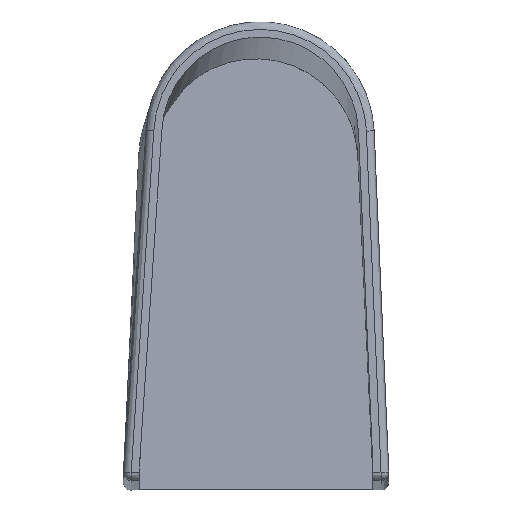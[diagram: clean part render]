
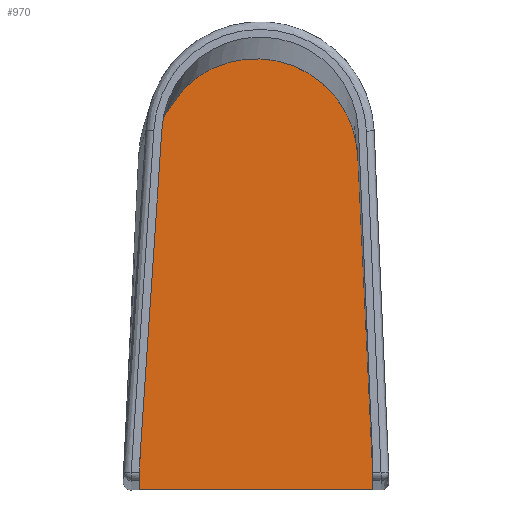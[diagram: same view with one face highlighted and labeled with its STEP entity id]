
A CAD part, top view. The second image highlights one B-rep face of the part: STEP entity #970.
In plain terms, the highlighted face is planar.
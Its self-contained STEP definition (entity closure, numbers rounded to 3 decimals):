
#767=CARTESIAN_POINT('',(-58.315,-71.069,-10.0));
#768=VERTEX_POINT('',#767);
#776=CARTESIAN_POINT('',(-51.559,-96.991,-10.0));
#777=VERTEX_POINT('',#776);
#778=CARTESIAN_POINT('',(-58.315,-71.069,-10.0));
#779=CARTESIAN_POINT('',(-57.952,-78.773,-10.0));
#780=CARTESIAN_POINT('',(-56.218,-86.351,-10.0));
#781=CARTESIAN_POINT('',(-52.685,-94.646,-10.0));
#782=CARTESIAN_POINT('',(-52.14,-95.828,-10.0));
#783=CARTESIAN_POINT('',(-51.559,-96.991,-10.0));
#784=B_SPLINE_CURVE_WITH_KNOTS('',3,(#778,#779,#780,#781,#782,#783),.UNSPECIFIED.,.F.,.U.,(4,2,4),(-19.847,-17.533,-17.142),.UNSPECIFIED.);
#785=EDGE_CURVE('',#768,#777,#784,.T.);
#912=CARTESIAN_POINT('',(6.462,19.894,-10.0));
#913=DIRECTION('',(0.0,0.0,1.0));
#914=DIRECTION('',(1.0,0.0,0.0));
#915=AXIS2_PLACEMENT_3D('',#912,#913,#914);
#916=PLANE('',#915);
#917=ORIENTED_EDGE('',*,*,#785,.F.);
#918=CARTESIAN_POINT('',(-68.048,132.309,-10.0));
#919=VERTEX_POINT('',#918);
#920=CARTESIAN_POINT('',(-68.048,132.309,-10.0));
#921=CARTESIAN_POINT('',(-66.416,98.202,-10.0));
#922=CARTESIAN_POINT('',(-64.784,64.095,-10.0));
#923=CARTESIAN_POINT('',(-61.57,-3.064,-10.0));
#924=CARTESIAN_POINT('',(-59.917,-37.612,-10.0));
#925=CARTESIAN_POINT('',(-58.315,-71.069,-10.0));
#926=B_SPLINE_CURVE_WITH_KNOTS('',3,(#920,#921,#922,#923,#924,#925),.UNSPECIFIED.,.F.,.U.,(4,2,4),(-20.417,-10.048,0.0),.UNSPECIFIED.);
#927=EDGE_CURVE('',#919,#768,#926,.T.);
#928=ORIENTED_EDGE('',*,*,#927,.F.);
#929=CARTESIAN_POINT('',(-68.048,142.309,-10.0));
#930=VERTEX_POINT('',#929);
#931=CARTESIAN_POINT('',(-68.048,142.309,-10.0));
#932=DIRECTION('',(0.0,-1.0,0.0));
#933=VECTOR('',#932,10.);
#934=LINE('',#931,#933);
#935=EDGE_CURVE('',#930,#919,#934,.T.);
#936=ORIENTED_EDGE('',*,*,#935,.F.);
#937=CARTESIAN_POINT('',(80.979,142.309,-10.0));
#938=VERTEX_POINT('',#937);
#939=CARTESIAN_POINT('',(80.979,142.309,-10.0));
#940=DIRECTION('',(-1.0,0.0,0.0));
#941=VECTOR('',#940,149.027);
#942=LINE('',#939,#941);
#943=EDGE_CURVE('',#938,#930,#942,.T.);
#944=ORIENTED_EDGE('',*,*,#943,.F.);
#945=CARTESIAN_POINT('',(80.979,132.309,-10.0));
#946=VERTEX_POINT('',#945);
#947=CARTESIAN_POINT('',(80.979,132.309,-10.0));
#948=DIRECTION('',(0.0,1.0,0.0));
#949=VECTOR('',#948,10.);
#950=LINE('',#947,#949);
#951=EDGE_CURVE('',#946,#938,#950,.T.);
#952=ORIENTED_EDGE('',*,*,#951,.F.);
#953=CARTESIAN_POINT('',(71.39,-70.757,-10.0));
#954=VERTEX_POINT('',#953);
#955=CARTESIAN_POINT('',(71.39,-70.757,-10.0));
#956=DIRECTION('',(0.047,0.999,0.0));
#957=VECTOR('',#956,203.292);
#958=LINE('',#955,#957);
#959=EDGE_CURVE('',#954,#946,#958,.T.);
#960=ORIENTED_EDGE('',*,*,#959,.F.);
#961=CARTESIAN_POINT('',(6.462,-67.691,-10.0));
#962=DIRECTION('',(0.0,0.0,1.));
#963=DIRECTION('',(-0.999,-0.047,0.0));
#964=AXIS2_PLACEMENT_3D('',#961,#962,#963);
#965=CIRCLE('',#964,65.0);
#966=EDGE_CURVE('',#777,#954,#965,.T.);
#967=ORIENTED_EDGE('',*,*,#966,.F.);
#968=EDGE_LOOP('',(#917,#928,#936,#944,#952,#960,#967));
#969=FACE_OUTER_BOUND('',#968,.T.);
#970=ADVANCED_FACE('',(#969),#916,.F.);
